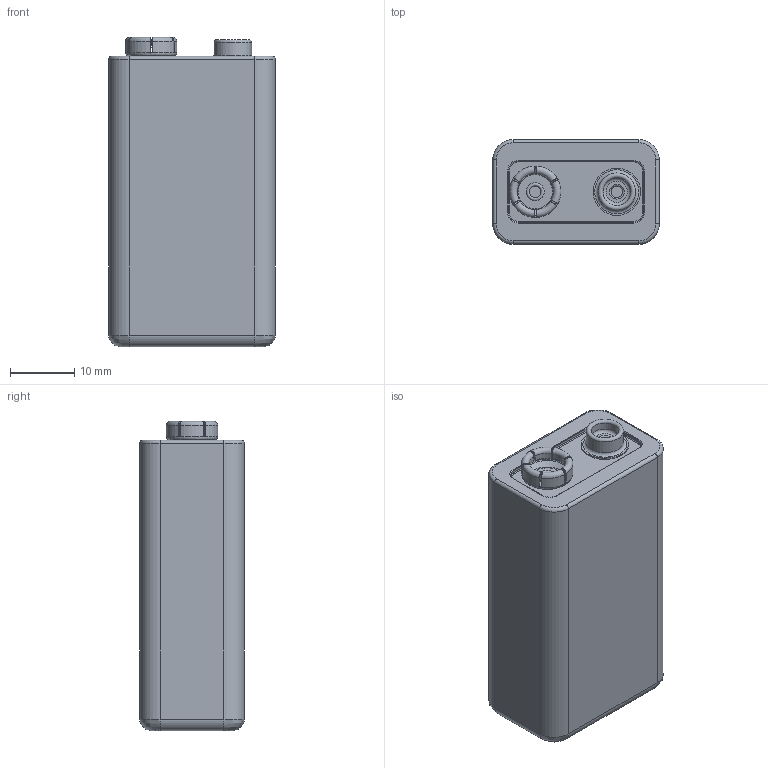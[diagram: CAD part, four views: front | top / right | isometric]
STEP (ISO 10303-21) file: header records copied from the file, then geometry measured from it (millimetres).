
FILE_DESCRIPTION(/* description */ (''),/* implementation_level */ '2;1');
FILE_NAME(/* name */ 'Battery 9V .step',/* time_stamp */ '2022-06-04T22:18:08+05:30',/* author */ (''),/* organization */ (''),/* preprocessor_version */ 'ST-DEVELOPER v19',/* originating_system */ 'Autodesk Translation Framework v11.7.0.108',/* authorisation */ '');
FILE_SCHEMA (('AUTOMOTIVE_DESIGN { 1 0 10303 214 3 1 1 }'));
Length unit declared in the file: millimetre
Products named in the file (1): Battery 9V
Bounding box: 25.91 x 16.26 x 48.13 mm (x, y, z)
Volume: 18562.3 mm3; surface area: 4687.9 mm2
Topology: 1 solids, 1 shells, 133 faces, 319 edges, 194 vertices
Faces by surface type: cylinder 54, plane 40, torus 33, bspline 4, cone 2
Full cylindrical faces by diameter (mm): 1.778 x2, 2.794 x1, 4.318 x1, 5.842 x1, 7.366 x1
Entity records: 3984 total; most frequent: DIRECTION 770, CARTESIAN_POINT 679, ORIENTED_EDGE 638, AXIS2_PLACEMENT_3D 321, EDGE_CURVE 319, VERTEX_POINT 194, CIRCLE 191, EDGE_LOOP 139
